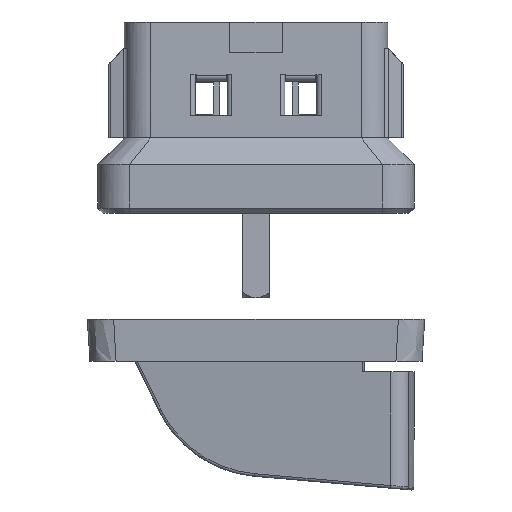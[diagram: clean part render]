
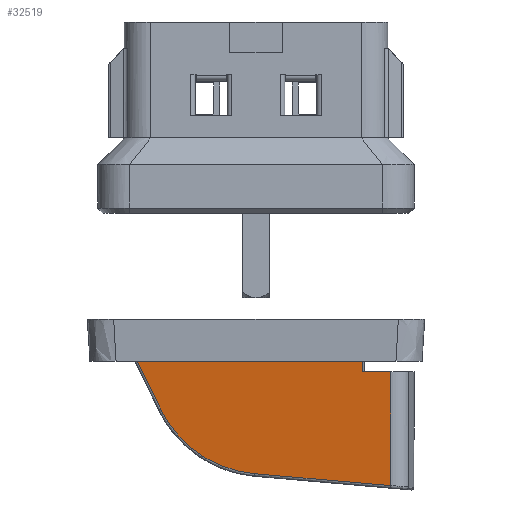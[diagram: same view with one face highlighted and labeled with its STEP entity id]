
A CAD part, left-side view. The second image highlights one B-rep face of the part: STEP entity #32519.
In plain terms, the highlighted planar face has unit normal (-0.985, 0.174, 0).
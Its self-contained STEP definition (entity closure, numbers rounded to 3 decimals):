
#133=ELLIPSE('',#34805,22.339,22.);
#1427=LINE('',#49451,#4902);
#1428=LINE('',#49455,#4903);
#1437=LINE('',#49608,#4912);
#1440=LINE('',#49620,#4915);
#1441=LINE('',#49622,#4916);
#1442=LINE('',#49624,#4917);
#4902=VECTOR('',#39050,1000.);
#4903=VECTOR('',#39055,1000.);
#4912=VECTOR('',#39090,1000.);
#4915=VECTOR('',#39105,1000.);
#4916=VECTOR('',#39106,1000.);
#4917=VECTOR('',#39107,1000.);
#9906=ORIENTED_EDGE('',*,*,#18724,.T.);
#9907=ORIENTED_EDGE('',*,*,#18730,.F.);
#9908=ORIENTED_EDGE('',*,*,#18731,.T.);
#9909=ORIENTED_EDGE('',*,*,#18732,.F.);
#9910=ORIENTED_EDGE('',*,*,#18708,.F.);
#9911=ORIENTED_EDGE('',*,*,#18705,.F.);
#9912=ORIENTED_EDGE('',*,*,#18703,.T.);
#18703=EDGE_CURVE('',#23239,#23269,#1427,.T.);
#18705=EDGE_CURVE('',#23239,#23270,#1428,.T.);
#18708=EDGE_CURVE('',#23270,#23271,#133,.T.);
#18724=EDGE_CURVE('',#23269,#23281,#1437,.T.);
#18730=EDGE_CURVE('',#23285,#23281,#1440,.T.);
#18731=EDGE_CURVE('',#23285,#23286,#1441,.T.);
#18732=EDGE_CURVE('',#23271,#23286,#1442,.T.);
#23239=VERTEX_POINT('',#49311);
#23269=VERTEX_POINT('',#49450);
#23270=VERTEX_POINT('',#49454);
#23271=VERTEX_POINT('',#49493);
#23281=VERTEX_POINT('',#49607);
#23285=VERTEX_POINT('',#49621);
#23286=VERTEX_POINT('',#49623);
#27249=EDGE_LOOP('',(#9906,#9907,#9908,#9909,#9910,#9911,#9912));
#29300=FACE_BOUND('',#27249,.T.);
#31041=PLANE('',#34822);
#32519=ADVANCED_FACE('',(#29300),#31041,.F.);
#34805=AXIS2_PLACEMENT_3D('',#49519,#39058,#39059);
#34822=AXIS2_PLACEMENT_3D('',#49619,#39103,#39104);
#39050=DIRECTION('',(0.,0.,1.));
#39055=DIRECTION('',(0.173,0.981,0.086));
#39058=DIRECTION('',(0.985,-0.174,0.));
#39059=DIRECTION('',(-0.174,-0.985,0.));
#39090=DIRECTION('',(0.174,0.985,0.));
#39103=DIRECTION('',(0.985,-0.174,0.));
#39104=DIRECTION('',(-0.174,-0.985,0.));
#39105=DIRECTION('',(0.,0.,-1.));
#39106=DIRECTION('',(0.174,0.985,0.));
#39107=DIRECTION('',(0.077,0.437,0.896));
#49311=CARTESIAN_POINT('',(-10.107,-25.514,-65.94));
#49450=CARTESIAN_POINT('',(-10.107,-25.514,-44.326));
#49451=CARTESIAN_POINT('',(-10.107,-25.514,-66.826));
#49454=CARTESIAN_POINT('',(-5.564,0.25,-63.686));
#49455=CARTESIAN_POINT('',(-10.115,-25.556,-65.943));
#49493=CARTESIAN_POINT('',(-2.416,18.106,-51.413));
#49519=CARTESIAN_POINT('',(-5.902,-1.668,-41.769));
#49607=CARTESIAN_POINT('',(-9.155,-20.115,-44.326));
#49608=CARTESIAN_POINT('',(-10.789,-29.382,-44.326));
#49619=CARTESIAN_POINT('',(-10.56,-28.08,-66.826));
#49620=CARTESIAN_POINT('',(-9.155,-20.115,-36.926));
#49621=CARTESIAN_POINT('',(-9.155,-20.115,-41.826));
#49622=CARTESIAN_POINT('',(-10.56,-28.08,-41.826));
#49623=CARTESIAN_POINT('',(-1.591,22.782,-41.826));
#49624=CARTESIAN_POINT('',(-2.418,18.091,-51.443));
